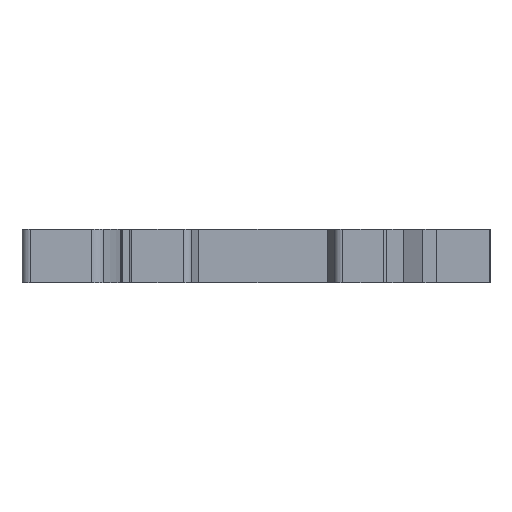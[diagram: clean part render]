
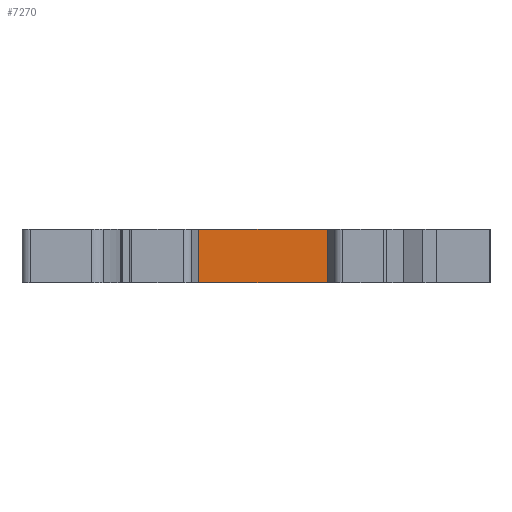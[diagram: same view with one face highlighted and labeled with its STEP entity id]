
A CAD part, front view. The second image highlights one B-rep face of the part: STEP entity #7270.
In plain terms, the highlighted planar face has unit normal (0, -1, 0).
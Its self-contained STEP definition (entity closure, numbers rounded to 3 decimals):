
#410 = DIRECTION ( 'NONE',  ( 1., 0., 0. ) ) ;
#836 = CARTESIAN_POINT ( 'NONE',  ( 2.204, -14.109, 0.178 ) ) ;
#1270 = LINE ( 'NONE', #12441, #2772 ) ;
#2294 = VECTOR ( 'NONE', #2518, 1000. ) ;
#2393 = CARTESIAN_POINT ( 'NONE',  ( -12.716, -14.109, 6.378 ) ) ;
#2510 = VERTEX_POINT ( 'NONE', #16625 ) ;
#2512 = EDGE_CURVE ( 'NONE', #20357, #2510, #15523, .T. ) ;
#2518 = DIRECTION ( 'NONE',  ( 0., 0., 1. ) ) ;
#2772 = VECTOR ( 'NONE', #16294, 1000. ) ;
#2820 = DIRECTION ( 'NONE',  ( 1., 0., 0. ) ) ;
#3847 = CARTESIAN_POINT ( 'NONE',  ( -12.716, -14.109, 6.378 ) ) ;
#4369 = CARTESIAN_POINT ( 'NONE',  ( -12.716, -14.109, 0.178 ) ) ;
#4460 = ORIENTED_EDGE ( 'NONE', *, *, #21431, .F. ) ;
#4757 = PLANE ( 'NONE',  #24231 ) ;
#4841 = VECTOR ( 'NONE', #410, 1000. ) ;
#5193 = FACE_OUTER_BOUND ( 'NONE', #9279, .T. ) ;
#6564 = VERTEX_POINT ( 'NONE', #14416 ) ;
#7270 = ADVANCED_FACE ( 'NONE', ( #5193 ), #4757, .T. ) ;
#9279 = EDGE_LOOP ( 'NONE', ( #14212, #4460, #9602, #21093 ) ) ;
#9602 = ORIENTED_EDGE ( 'NONE', *, *, #19208, .F. ) ;
#10254 = VECTOR ( 'NONE', #16538, 1000. ) ;
#11140 = EDGE_CURVE ( 'NONE', #2510, #6564, #1270, .T. ) ;
#12436 = CARTESIAN_POINT ( 'NONE',  ( -12.716, -14.109, 0.178 ) ) ;
#12441 = CARTESIAN_POINT ( 'NONE',  ( 2.204, -14.109, 0.178 ) ) ;
#14212 = ORIENTED_EDGE ( 'NONE', *, *, #11140, .T. ) ;
#14416 = CARTESIAN_POINT ( 'NONE',  ( 2.204, -14.109, 6.378 ) ) ;
#14719 = DIRECTION ( 'NONE',  ( 0., -1., 0. ) ) ;
#15523 = LINE ( 'NONE', #17638, #10254 ) ;
#16294 = DIRECTION ( 'NONE',  ( 0., 0., 1. ) ) ;
#16538 = DIRECTION ( 'NONE',  ( 1., 0., 0. ) ) ;
#16625 = CARTESIAN_POINT ( 'NONE',  ( 2.204, -14.109, 0.178 ) ) ;
#17487 = LINE ( 'NONE', #12436, #2294 ) ;
#17638 = CARTESIAN_POINT ( 'NONE',  ( 2.204, -14.109, 0.178 ) ) ;
#19208 = EDGE_CURVE ( 'NONE', #20357, #20182, #17487, .T. ) ;
#20182 = VERTEX_POINT ( 'NONE', #3847 ) ;
#20357 = VERTEX_POINT ( 'NONE', #4369 ) ;
#20613 = LINE ( 'NONE', #2393, #4841 ) ;
#21093 = ORIENTED_EDGE ( 'NONE', *, *, #2512, .T. ) ;
#21431 = EDGE_CURVE ( 'NONE', #20182, #6564, #20613, .T. ) ;
#24231 = AXIS2_PLACEMENT_3D ( 'NONE', #836, #14719, #2820 ) ;
